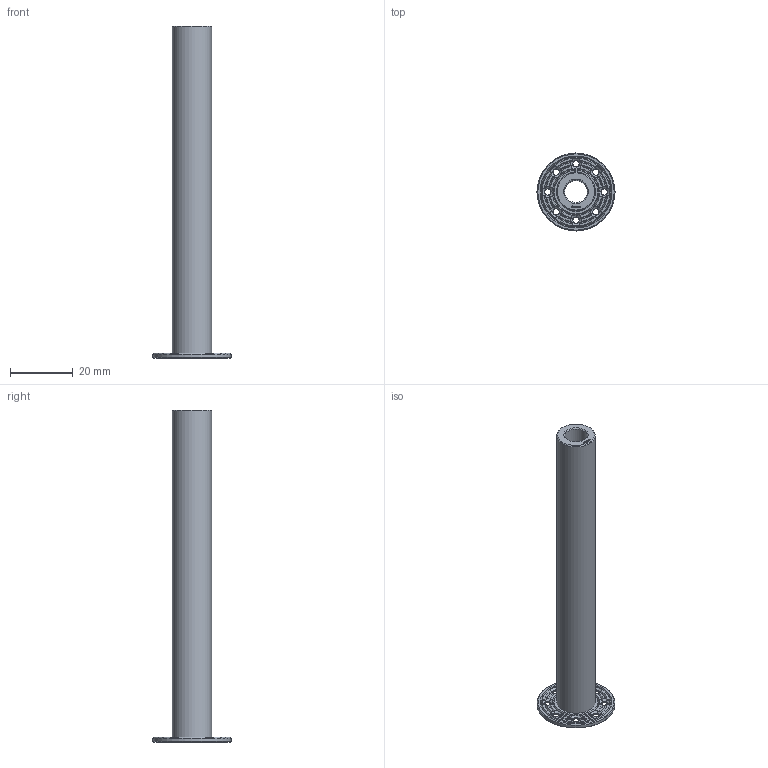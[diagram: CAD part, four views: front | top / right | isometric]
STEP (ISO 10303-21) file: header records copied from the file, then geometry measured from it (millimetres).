
FILE_DESCRIPTION(('FreeCAD Model'),'2;1');
FILE_NAME('Open CASCADE Shape Model','2024-01-05T18:21:01',(''),(''), 'Open CASCADE STEP processor 7.6','FreeCAD','Unknown');
FILE_SCHEMA(('AUTOMOTIVE_DESIGN { 1 0 10303 214 1 1 1 1 }'));
Length unit declared in the file: millimetre
Products named in the file (1): Spacer FRE ADHM FLN BU02.00x00.125x08.50 - SPN-SPR-0123 (stemfie.org)
Bounding box: 25 x 25 x 106.25 mm (x, y, z)
Volume: 9152.9 mm3; surface area: 7701.7 mm2
Topology: 1 solids, 1 shells, 645 faces, 1844 edges, 1221 vertices
Faces by surface type: plane 353, extrusion 188, cone 93, cylinder 11
Full cylindrical faces by diameter (mm): 2 x8, 7.2 x1, 12.5 x1, 25 x1
Entity records: 48753 total; most frequent: CARTESIAN_POINT 13677, DIRECTION 5691, VECTOR 4097, LINE 3909, ORIENTED_EDGE 3688, PCURVE 3688, DEFINITIONAL_REPRESENTATION 3688, EDGE_CURVE 1844
